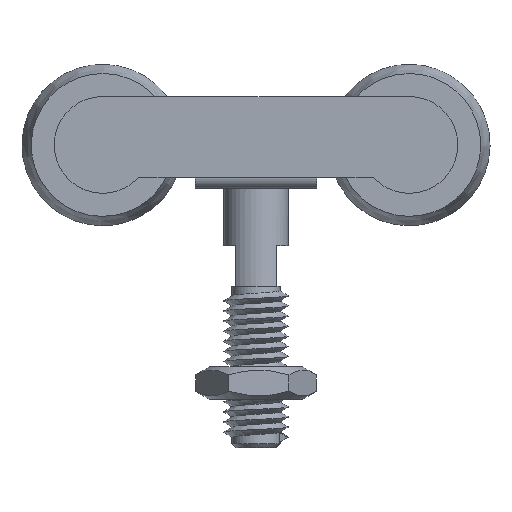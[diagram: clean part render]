
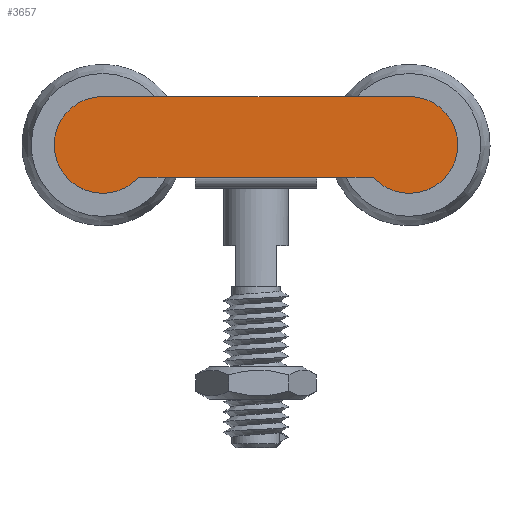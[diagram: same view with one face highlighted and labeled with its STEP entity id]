
A CAD part, top view. The second image highlights one B-rep face of the part: STEP entity #3657.
In plain terms, the highlighted planar face has unit normal (0, 0, 1).
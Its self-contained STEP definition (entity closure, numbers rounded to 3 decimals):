
#3600=CARTESIAN_POINT('',(585.971,231.58,19.0));
#3601=DIRECTION('',(0.0,0.0,1.0));
#3602=DIRECTION('',(1.0,0.0,0.0));
#3603=AXIS2_PLACEMENT_3D('',#3600,#3601,#3602);
#3604=PLANE('',#3603);
#3605=CARTESIAN_POINT('',(593.471,227.292,19.0));
#3606=VERTEX_POINT('',#3605);
#3607=CARTESIAN_POINT('',(578.471,227.292,19.0));
#3608=VERTEX_POINT('',#3607);
#3609=CARTESIAN_POINT('',(593.471,227.292,19.0));
#3610=DIRECTION('',(-1.0,0.0,0.0));
#3611=VECTOR('',#3610,15.0);
#3612=LINE('',#3609,#3611);
#3613=EDGE_CURVE('',#3606,#3608,#3612,.T.);
#3614=ORIENTED_EDGE('',*,*,#3613,.F.);
#3615=CARTESIAN_POINT('',(600.499,227.292,19.0));
#3616=VERTEX_POINT('',#3615);
#3617=CARTESIAN_POINT('',(600.499,227.292,19.0));
#3618=DIRECTION('',(-1.0,0.0,0.0));
#3619=VECTOR('',#3618,7.028);
#3620=LINE('',#3617,#3619);
#3621=EDGE_CURVE('',#3616,#3606,#3620,.T.);
#3622=ORIENTED_EDGE('',*,*,#3621,.F.);
#3623=CARTESIAN_POINT('',(604.971,237.292,19.0));
#3624=VERTEX_POINT('',#3623);
#3625=CARTESIAN_POINT('',(604.971,231.292,19.0));
#3626=DIRECTION('',(0.0,0.0,-1.0));
#3627=DIRECTION('',(-0.745,-0.667,0.0));
#3628=AXIS2_PLACEMENT_3D('',#3625,#3626,#3627);
#3629=CIRCLE('',#3628,6.);
#3630=EDGE_CURVE('',#3624,#3616,#3629,.T.);
#3631=ORIENTED_EDGE('',*,*,#3630,.F.);
#3632=CARTESIAN_POINT('',(566.971,237.292,19.0));
#3633=VERTEX_POINT('',#3632);
#3634=CARTESIAN_POINT('',(566.971,237.292,19.0));
#3635=DIRECTION('',(1.0,0.0,0.0));
#3636=VECTOR('',#3635,38.0);
#3637=LINE('',#3634,#3636);
#3638=EDGE_CURVE('',#3633,#3624,#3637,.T.);
#3639=ORIENTED_EDGE('',*,*,#3638,.F.);
#3640=CARTESIAN_POINT('',(571.443,227.292,19.0));
#3641=VERTEX_POINT('',#3640);
#3642=CARTESIAN_POINT('',(566.971,231.292,19.0));
#3643=DIRECTION('',(0.0,0.0,-1.0));
#3644=DIRECTION('',(0.0,1.0,0.0));
#3645=AXIS2_PLACEMENT_3D('',#3642,#3643,#3644);
#3646=CIRCLE('',#3645,6.);
#3647=EDGE_CURVE('',#3641,#3633,#3646,.T.);
#3648=ORIENTED_EDGE('',*,*,#3647,.F.);
#3649=CARTESIAN_POINT('',(578.471,227.292,19.0));
#3650=DIRECTION('',(-1.0,0.0,0.0));
#3651=VECTOR('',#3650,7.028);
#3652=LINE('',#3649,#3651);
#3653=EDGE_CURVE('',#3608,#3641,#3652,.T.);
#3654=ORIENTED_EDGE('',*,*,#3653,.F.);
#3655=EDGE_LOOP('',(#3614,#3622,#3631,#3639,#3648,#3654));
#3656=FACE_OUTER_BOUND('',#3655,.T.);
#3657=ADVANCED_FACE('',(#3656),#3604,.T.);
